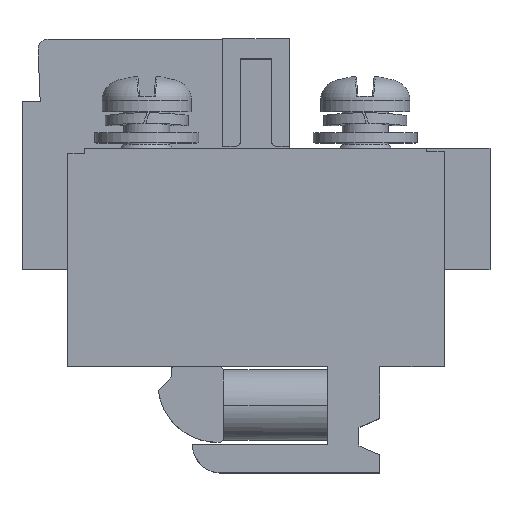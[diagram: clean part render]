
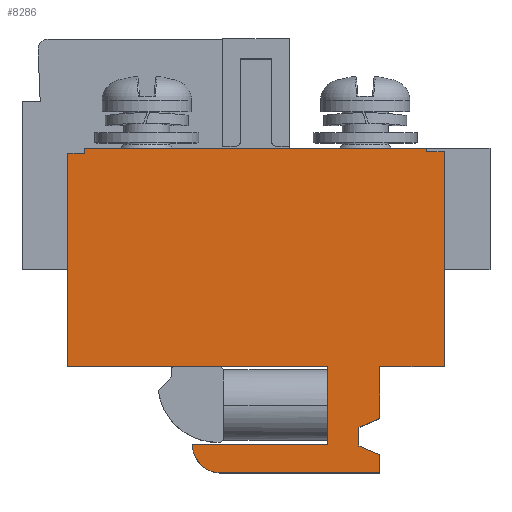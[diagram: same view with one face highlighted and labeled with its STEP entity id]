
A CAD part, top view. The second image highlights one B-rep face of the part: STEP entity #8286.
In plain terms, the highlighted planar face has unit normal (0, 0, 1).
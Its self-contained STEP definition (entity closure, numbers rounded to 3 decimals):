
#1826=DIRECTION('',(-1.,0.,0.));
#1827=VECTOR('',#1826,1.7);
#1828=CARTESIAN_POINT('',(18.1,11.362,14.));
#1829=LINE('',#1828,#1827);
#1834=DIRECTION('',(0.,-1.,0.));
#1835=VECTOR('',#1834,20.662);
#1836=CARTESIAN_POINT('',(18.1,11.362,14.));
#1837=LINE('',#1836,#1835);
#1838=DIRECTION('',(-1.,0.,0.));
#1839=VECTOR('',#1838,6.2);
#1840=CARTESIAN_POINT('',(18.1,-9.3,14.));
#1841=LINE('',#1840,#1839);
#1842=DIRECTION('',(0.,-1.,0.));
#1843=VECTOR('',#1842,5.);
#1844=CARTESIAN_POINT('',(11.9,-9.3,14.));
#1845=LINE('',#1844,#1843);
#1846=DIRECTION('',(-0.92,-0.391,0.));
#1847=VECTOR('',#1846,2.173);
#1848=CARTESIAN_POINT('',(11.9,-14.3,14.));
#1849=LINE('',#1848,#1847);
#1850=DIRECTION('',(0.,-1.,0.));
#1851=VECTOR('',#1850,1.8);
#1852=CARTESIAN_POINT('',(9.9,-15.15,14.));
#1853=LINE('',#1852,#1851);
#1854=DIRECTION('',(0.92,-0.391,0.));
#1855=VECTOR('',#1854,2.173);
#1856=CARTESIAN_POINT('',(9.9,-16.95,14.));
#1857=LINE('',#1856,#1855);
#1858=DIRECTION('',(0.,-1.,0.));
#1859=VECTOR('',#1858,1.732);
#1860=CARTESIAN_POINT('',(11.9,-17.8,14.));
#1861=LINE('',#1860,#1859);
#1862=DIRECTION('',(-1.,0.,0.));
#1863=VECTOR('',#1862,15.3);
#1864=CARTESIAN_POINT('',(11.9,-19.532,14.));
#1865=LINE('',#1864,#1863);
#1866=CARTESIAN_POINT('',(-3.4,-16.832,14.));
#1867=DIRECTION('',(0.,0.,-1.));
#1868=DIRECTION('',(0.,-1.,0.));
#1869=AXIS2_PLACEMENT_3D('',#1866,#1867,#1868);
#1871=DIRECTION('',(1.,0.,0.));
#1872=VECTOR('',#1871,13.);
#1873=CARTESIAN_POINT('',(-6.1,-16.832,14.));
#1874=LINE('',#1873,#1872);
#1875=DIRECTION('',(0.,1.,0.));
#1876=VECTOR('',#1875,7.532);
#1877=CARTESIAN_POINT('',(6.9,-16.832,14.));
#1878=LINE('',#1877,#1876);
#1879=DIRECTION('',(-1.,0.,0.));
#1880=VECTOR('',#1879,25.);
#1881=CARTESIAN_POINT('',(6.9,-9.3,14.));
#1882=LINE('',#1881,#1880);
#1883=DIRECTION('',(0.,1.,0.));
#1884=VECTOR('',#1883,20.5);
#1885=CARTESIAN_POINT('',(-18.1,-9.3,14.));
#1886=LINE('',#1885,#1884);
#1887=DIRECTION('',(0.,-1.,0.));
#1888=VECTOR('',#1887,0.5);
#1889=CARTESIAN_POINT('',(-16.5,11.7,14.));
#1890=LINE('',#1889,#1888);
#1891=DIRECTION('',(-1.,0.,0.));
#1892=VECTOR('',#1891,32.9);
#1893=CARTESIAN_POINT('',(16.4,11.7,14.));
#1894=LINE('',#1893,#1892);
#1895=DIRECTION('',(0.,1.,0.));
#1896=VECTOR('',#1895,0.338);
#1897=CARTESIAN_POINT('',(16.4,11.362,14.));
#1898=LINE('',#1897,#1896);
#2187=DIRECTION('',(-1.,0.,0.));
#2188=VECTOR('',#2187,1.6);
#2189=CARTESIAN_POINT('',(-16.5,11.2,14.));
#2190=LINE('',#2189,#2188);
#2686=CARTESIAN_POINT('',(18.1,11.362,14.));
#2687=VERTEX_POINT('',#2686);
#2688=CARTESIAN_POINT('',(18.1,-9.3,14.));
#2690=VERTEX_POINT('',#2688);
#2696=CARTESIAN_POINT('',(-18.1,11.2,14.));
#2697=VERTEX_POINT('',#2696);
#2698=CARTESIAN_POINT('',(-18.1,-9.3,14.));
#2700=VERTEX_POINT('',#2698);
#2722=CARTESIAN_POINT('',(-6.1,-16.832,14.));
#2723=VERTEX_POINT('',#2722);
#2724=CARTESIAN_POINT('',(-3.4,-19.532,14.));
#2725=VERTEX_POINT('',#2724);
#2726=CARTESIAN_POINT('',(6.9,-16.832,14.));
#2727=VERTEX_POINT('',#2726);
#2728=CARTESIAN_POINT('',(6.9,-9.3,14.));
#2729=VERTEX_POINT('',#2728);
#2788=CARTESIAN_POINT('',(11.9,-9.3,14.));
#2789=VERTEX_POINT('',#2788);
#2790=CARTESIAN_POINT('',(11.9,-14.3,14.));
#2791=VERTEX_POINT('',#2790);
#2792=CARTESIAN_POINT('',(9.9,-15.15,14.));
#2793=VERTEX_POINT('',#2792);
#2794=CARTESIAN_POINT('',(9.9,-16.95,14.));
#2795=VERTEX_POINT('',#2794);
#2796=CARTESIAN_POINT('',(11.9,-17.8,14.));
#2797=VERTEX_POINT('',#2796);
#2798=CARTESIAN_POINT('',(11.9,-19.532,14.));
#2799=VERTEX_POINT('',#2798);
#2992=CARTESIAN_POINT('',(16.4,11.362,14.));
#2993=CARTESIAN_POINT('',(16.4,11.7,14.));
#2994=VERTEX_POINT('',#2992);
#2995=VERTEX_POINT('',#2993);
#2996=CARTESIAN_POINT('',(-16.5,11.7,14.));
#2997=VERTEX_POINT('',#2996);
#2998=CARTESIAN_POINT('',(-16.5,11.2,14.));
#2999=VERTEX_POINT('',#2998);
#8246=CARTESIAN_POINT('',(0.,0.,14.));
#8247=DIRECTION('',(0.,0.,1.));
#8248=DIRECTION('',(1.,0.,0.));
#8249=AXIS2_PLACEMENT_3D('',#8246,#8247,#8248);
#8250=PLANE('',#8249);
#8252=ORIENTED_EDGE('',*,*,#8251,.T.);
#8254=ORIENTED_EDGE('',*,*,#8253,.T.);
#8256=ORIENTED_EDGE('',*,*,#8255,.T.);
#8258=ORIENTED_EDGE('',*,*,#8257,.T.);
#8260=ORIENTED_EDGE('',*,*,#8259,.T.);
#8262=ORIENTED_EDGE('',*,*,#8261,.T.);
#8264=ORIENTED_EDGE('',*,*,#8263,.T.);
#8266=ORIENTED_EDGE('',*,*,#8265,.T.);
#8268=ORIENTED_EDGE('',*,*,#8267,.T.);
#8270=ORIENTED_EDGE('',*,*,#8269,.T.);
#8272=ORIENTED_EDGE('',*,*,#8271,.T.);
#8274=ORIENTED_EDGE('',*,*,#8273,.T.);
#8276=ORIENTED_EDGE('',*,*,#8275,.T.);
#8278=ORIENTED_EDGE('',*,*,#8277,.F.);
#8280=ORIENTED_EDGE('',*,*,#8279,.F.);
#8281=ORIENTED_EDGE('',*,*,#5590,.F.);
#8282=ORIENTED_EDGE('',*,*,#8223,.F.);
#8283=ORIENTED_EDGE('',*,*,#8236,.F.);
#8284=EDGE_LOOP('',(#8252,#8254,#8256,#8258,#8260,#8262,#8264,#8266,#8268,#8270,
#8272,#8274,#8276,#8278,#8280,#8281,#8282,#8283));
#8285=FACE_OUTER_BOUND('',#8284,.F.);
#1870=CIRCLE('',#1869,2.7);
#5590=EDGE_CURVE('',#2995,#2997,#1894,.T.);
#8223=EDGE_CURVE('',#2994,#2995,#1898,.T.);
#8236=EDGE_CURVE('',#2687,#2994,#1829,.T.);
#8251=EDGE_CURVE('',#2687,#2690,#1837,.T.);
#8253=EDGE_CURVE('',#2690,#2789,#1841,.T.);
#8255=EDGE_CURVE('',#2789,#2791,#1845,.T.);
#8257=EDGE_CURVE('',#2791,#2793,#1849,.T.);
#8259=EDGE_CURVE('',#2793,#2795,#1853,.T.);
#8261=EDGE_CURVE('',#2795,#2797,#1857,.T.);
#8263=EDGE_CURVE('',#2797,#2799,#1861,.T.);
#8265=EDGE_CURVE('',#2799,#2725,#1865,.T.);
#8267=EDGE_CURVE('',#2725,#2723,#1870,.T.);
#8269=EDGE_CURVE('',#2723,#2727,#1874,.T.);
#8271=EDGE_CURVE('',#2727,#2729,#1878,.T.);
#8273=EDGE_CURVE('',#2729,#2700,#1882,.T.);
#8275=EDGE_CURVE('',#2700,#2697,#1886,.T.);
#8277=EDGE_CURVE('',#2999,#2697,#2190,.T.);
#8279=EDGE_CURVE('',#2997,#2999,#1890,.T.);
#8286=ADVANCED_FACE('',(#8285),#8250,.T.);
